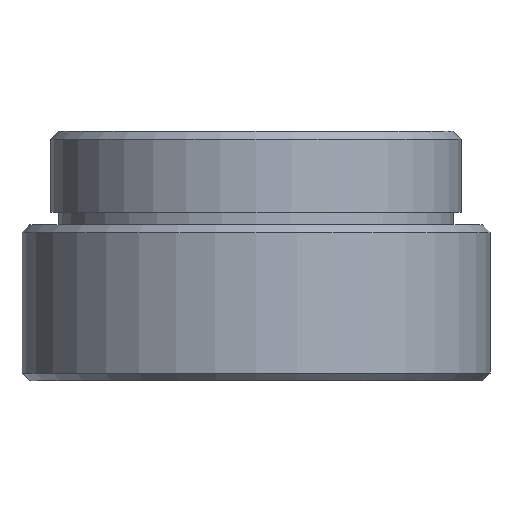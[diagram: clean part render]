
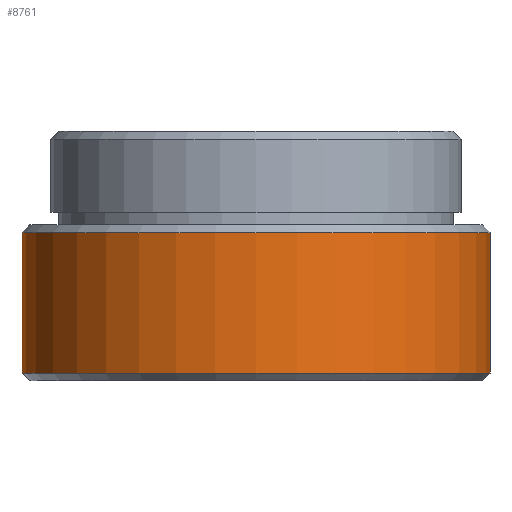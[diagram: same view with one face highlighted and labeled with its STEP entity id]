
A CAD part, front view. The second image highlights one B-rep face of the part: STEP entity #8761.
In plain terms, the highlighted cylindrical face has radius 15 mm (diameter 30 mm), a partial arc.
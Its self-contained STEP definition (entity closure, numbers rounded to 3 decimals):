
#892 = EDGE_LOOP ( 'NONE', ( #12117, #36579, #26135, #24271 ) ) ;
#1049 = EDGE_CURVE ( 'NONE', #30810, #7630, #34716, .T. ) ;
#4557 = FACE_OUTER_BOUND ( 'NONE', #892, .T. ) ;
#4910 = DIRECTION ( 'NONE',  ( 0., 0., -1. ) ) ;
#5336 = CARTESIAN_POINT ( 'NONE',  ( -15., 0., -15.5 ) ) ;
#5964 = DIRECTION ( 'NONE',  ( 1., 0., 0. ) ) ;
#7437 = EDGE_CURVE ( 'NONE', #41696, #35454, #27230, .T. ) ;
#7630 = VERTEX_POINT ( 'NONE', #41908 ) ;
#7732 = CARTESIAN_POINT ( 'NONE',  ( 0., 0., -15.5 ) ) ;
#7991 = AXIS2_PLACEMENT_3D ( 'NONE', #7732, #30753, #11022 ) ;
#8761 = ADVANCED_FACE ( 'NONE', ( #4557 ), #12288, .T. ) ;
#8991 = CARTESIAN_POINT ( 'NONE',  ( 0., 0., 0. ) ) ;
#11022 = DIRECTION ( 'NONE',  ( 1., 0., 0. ) ) ;
#12117 = ORIENTED_EDGE ( 'NONE', *, *, #30490, .F. ) ;
#12288 = CYLINDRICAL_SURFACE ( 'NONE', #30683, 15. ) ;
#12382 = VECTOR ( 'NONE', #39778, 1000. ) ;
#15984 = DIRECTION ( 'NONE',  ( 0., 0., 1. ) ) ;
#16265 = CARTESIAN_POINT ( 'NONE',  ( 15., 0., 0. ) ) ;
#16741 = CARTESIAN_POINT ( 'NONE',  ( -15., 0., 0. ) ) ;
#17321 = LINE ( 'NONE', #16265, #33808 ) ;
#21807 = DIRECTION ( 'NONE',  ( 0., 0., 1. ) ) ;
#24271 = ORIENTED_EDGE ( 'NONE', *, *, #7437, .T. ) ;
#24645 = CARTESIAN_POINT ( 'NONE',  ( 0., 0., -6.5 ) ) ;
#26135 = ORIENTED_EDGE ( 'NONE', *, *, #39091, .T. ) ;
#27230 = CIRCLE ( 'NONE', #29334, 15. ) ;
#27939 = DIRECTION ( 'NONE',  ( -1., 0., 0. ) ) ;
#27986 = CARTESIAN_POINT ( 'NONE',  ( 15., 0., -6.5 ) ) ;
#29334 = AXIS2_PLACEMENT_3D ( 'NONE', #24645, #4910, #27939 ) ;
#30490 = EDGE_CURVE ( 'NONE', #30810, #35454, #37605, .T. ) ;
#30683 = AXIS2_PLACEMENT_3D ( 'NONE', #8991, #21807, #5964 ) ;
#30753 = DIRECTION ( 'NONE',  ( 0., 0., 1. ) ) ;
#30810 = VERTEX_POINT ( 'NONE', #5336 ) ;
#33808 = VECTOR ( 'NONE', #15984, 1000. ) ;
#34716 = CIRCLE ( 'NONE', #7991, 15. ) ;
#34965 = CARTESIAN_POINT ( 'NONE',  ( -15., 0., -6.5 ) ) ;
#35454 = VERTEX_POINT ( 'NONE', #34965 ) ;
#36579 = ORIENTED_EDGE ( 'NONE', *, *, #1049, .T. ) ;
#37605 = LINE ( 'NONE', #16741, #12382 ) ;
#39091 = EDGE_CURVE ( 'NONE', #7630, #41696, #17321, .T. ) ;
#39778 = DIRECTION ( 'NONE',  ( 0., 0., 1. ) ) ;
#41696 = VERTEX_POINT ( 'NONE', #27986 ) ;
#41908 = CARTESIAN_POINT ( 'NONE',  ( 15., 0., -15.5 ) ) ;
